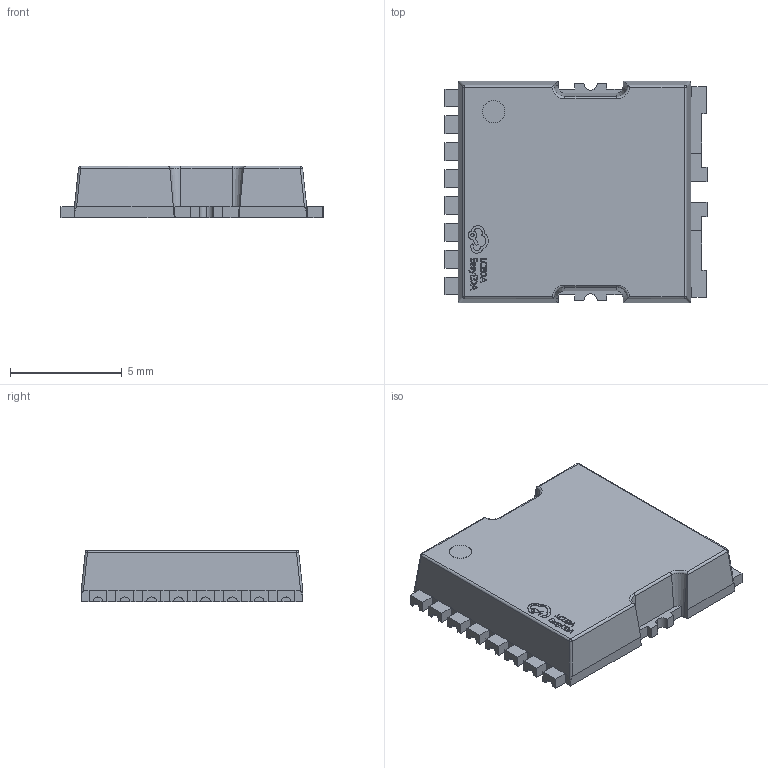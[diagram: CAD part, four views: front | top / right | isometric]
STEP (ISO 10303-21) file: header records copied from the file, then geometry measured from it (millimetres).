
FILE_DESCRIPTION (( 'STEP AP214' ), '1' );
FILE_NAME ('PG-HSOF-8_L10.5-W10.1-P1.20-LS11.9-TL-2.STEP', '2023-07-27T14:20:42', ( '' ), ( '' ), 'SwSTEP 2.0', 'SolidWorks 2020', '' );
FILE_SCHEMA (( 'AUTOMOTIVE_DESIGN' ));
Length unit declared in the file: millimetre
Products named in the file (1): PG-HSOF-8_L10.5-W10.1-P1.20-LS11.9-TL-2
Bounding box: 11.71 x 9.9 x 2.32 mm (x, y, z)
Volume: 227.7 mm3; surface area: 316.1 mm2
Topology: 1 solids, 1 shells, 420 faces, 1174 edges, 776 vertices
Faces by surface type: plane 273, bspline 98, cylinder 37, cone 4, sphere 4, torus 4
Entity records: 18528 total; most frequent: CARTESIAN_POINT 3743, ORIENTED_EDGE 2348, DIRECTION 1676, EDGE_CURVE 1174, VECTOR 874, LINE 874, VERTEX_POINT 776, EDGE_LOOP 440
